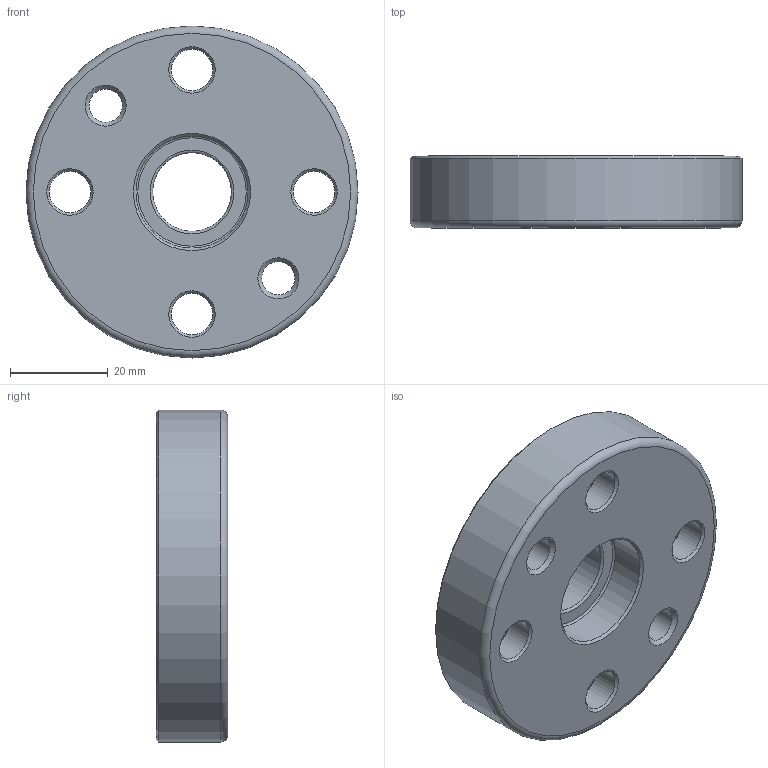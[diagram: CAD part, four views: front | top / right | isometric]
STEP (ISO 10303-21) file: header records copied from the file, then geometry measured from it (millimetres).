
FILE_DESCRIPTION (( 'STEP AP214' ), '1' );
FILE_NAME ('STARK_801_012_A.STEP', '2018-03-14T13:18:59', ( '' ), ( '' ), 'SwSTEP 2.0', 'SolidWorks 2017', '' );
FILE_SCHEMA (( 'AUTOMOTIVE_DESIGN' ));
Length unit declared in the file: millimetre
Products named in the file (1): STARK_801_012_A
Bounding box: 68 x 14.7 x 68 mm (x, y, z)
Volume: 41239 mm3; surface area: 12626.7 mm2
Topology: 1 solids, 1 shells, 42 faces, 88 edges, 53 vertices
Faces by surface type: cone 19, cylinder 13, plane 7, torus 3
Full cylindrical faces by diameter (mm): 6.8 x2, 8.5 x4, 13.5 x4, 16.1 x1, 23 x1, 68 x1
Entity records: 977 total; most frequent: DIRECTION 182, CARTESIAN_POINT 139, EDGE_LOOP 96, ORIENTED_EDGE 96, AXIS2_PLACEMENT_3D 91, FACE_OUTER_BOUND 58, EDGE_CURVE 48, CIRCLE 48
